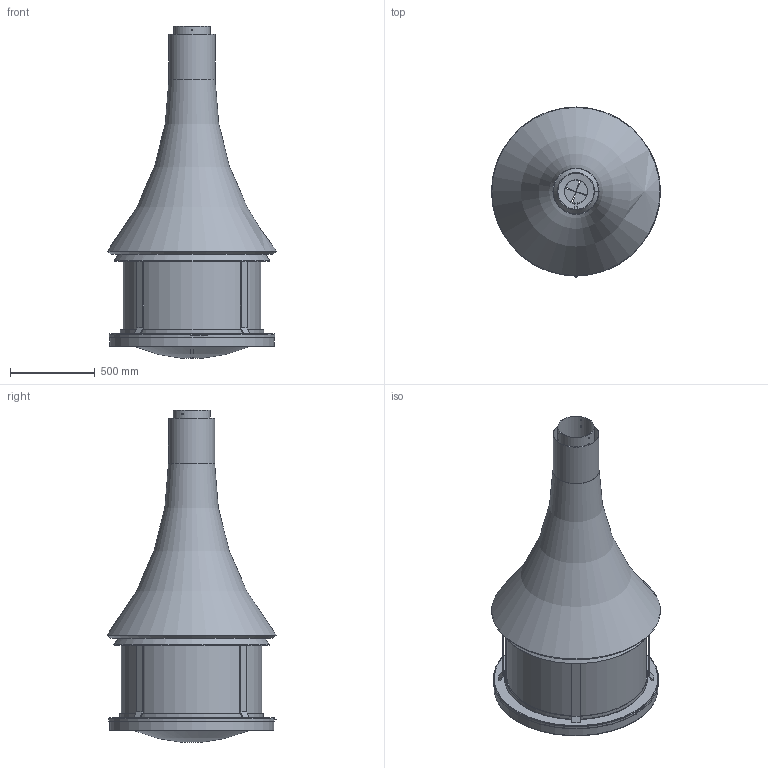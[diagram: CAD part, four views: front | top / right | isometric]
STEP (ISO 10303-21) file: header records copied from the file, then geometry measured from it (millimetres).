
FILE_DESCRIPTION(('STEP AP214'),'1');
FILE_NAME('.stp','2016-12-08T14:42:16',(' '),(' '),'Spatial InterOp 3D',' ',' ');
FILE_SCHEMA(('automotive_design'));
Length unit declared in the file: millimetre
Products named in the file (26): Fond bombé; Plateau repoussé; Hotte d1000; Conduit laqué; Zélia Centrale Laquée V3 hotte d1000 4; Zélia Centrale Laquée V3 hotte d1000 3; Zélia Centrale Laquée V3 hotte d1000 2; Zélia Centrale Laquée V3 hotte d1000; Rail; Cylindre Ø 495 mm extérieur 25/10è; Palette A.A.F; Briques; Cduit d200 V3; Bandeau laqué socle V3; Cone V3; Vitres 3; Vitres 4; Vitres 2; Vitres
Assembly tree (44 placements, depth 4):
  (unnamed)
    Fond bombé
    Plateau repoussé
    Hotte d1000
    Conduit laqué
    Zélia Centrale Laquée V3 hotte d1000 4
    Zélia Centrale Laquée V3 hotte d1000 3
    Zélia Centrale Laquée V3 hotte d1000 2
    Zélia Centrale Laquée V3 hotte d1000
    Rail
    Cylindre Ø 495 mm extérieur 25/10è
    Palette A.A.F
    Briques  x20
    Cduit d200 V3
    Bandeau laqué socle V3
    Cone V3
    Vitres 4
      Vitres 3
        Vitres 3
        Vitres 3
      Vitres 2
        Vitres 2
        Vitres 2
      Vitres
        Vitres
        Vitres
Bounding box: 1000 x 1005 x 1963.29 mm (x, y, z)
Volume: 26736022.3 mm3; surface area: 15454294.9 mm2
Topology: 40 solids, 40 shells, 288 faces, 622 edges, 415 vertices
Faces by surface type: plane 223, cylinder 48, cone 10, torus 5, sphere 2
Full cylindrical faces by diameter (mm): 6.2 x1, 7.2 x4, 8 x6, 10 x1, 17 x1, 135 x1, 214 x1, 219 x1, 268 x1, 273 x1, 490 x1, 495 x1, 762 x1, 768 x1, 816 x1, 820 x1, 844 x1, 848 x1, 955 x1, 967 x1, 971 x1, 974 x1, 980 x1
Entity records: 7079 total; most frequent: CARTESIAN_POINT 1168, DIRECTION 862, ORIENTED_EDGE 682, EDGE_CURVE 341, AXIS2_PLACEMENT_3D 324, EDGE_LOOP 267, VERTEX_POINT 250, LINE 214
